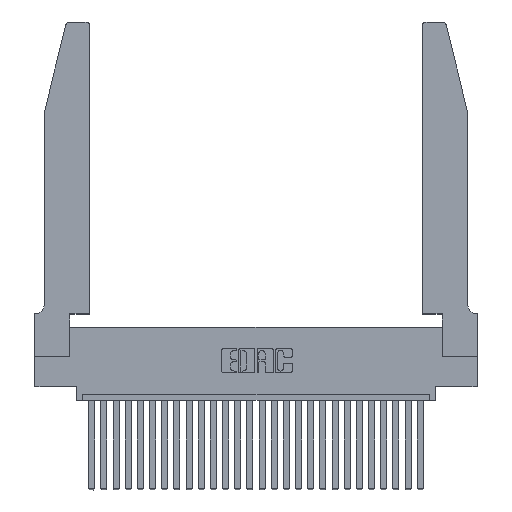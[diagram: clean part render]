
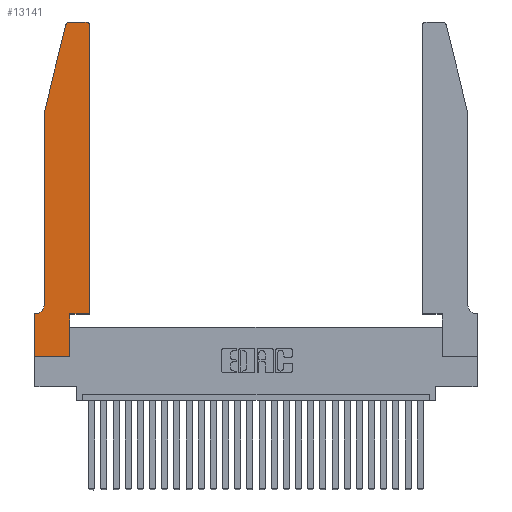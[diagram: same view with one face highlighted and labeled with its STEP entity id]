
A CAD part, top view. The second image highlights one B-rep face of the part: STEP entity #13141.
In plain terms, the highlighted planar face has unit normal (0, 0, 1).
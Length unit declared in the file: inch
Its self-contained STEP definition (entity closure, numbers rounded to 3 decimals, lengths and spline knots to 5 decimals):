
#71 = DIRECTION ( 'NONE',  ( 0., 0., -1. ) ) ;
#430 = VERTEX_POINT ( 'NONE', #2585 ) ;
#485 = LINE ( 'NONE', #19172, #10623 ) ;
#994 = VECTOR ( 'NONE', #27193, 39.37008 ) ;
#1286 = CARTESIAN_POINT ( 'NONE',  ( 0.284, 2.75, 0.37 ) ) ;
#1808 = EDGE_CURVE ( 'NONE', #18598, #4955, #16608, .T. ) ;
#1936 = AXIS2_PLACEMENT_3D ( 'NONE', #8900, #71, #2416 ) ;
#2168 = EDGE_CURVE ( 'NONE', #430, #24737, #22272, .T. ) ;
#2416 = DIRECTION ( 'NONE',  ( -1., 0., 0. ) ) ;
#2574 = AXIS2_PLACEMENT_3D ( 'NONE', #5974, #18443, #10324 ) ;
#2585 = CARTESIAN_POINT ( 'NONE',  ( 0.2865, 0.35, 0.37 ) ) ;
#2930 = DIRECTION ( 'NONE',  ( 1., 0., 0. ) ) ;
#3049 = ORIENTED_EDGE ( 'NONE', *, *, #22175, .T. ) ;
#3211 = VECTOR ( 'NONE', #12593, 39.37008 ) ;
#3948 = VERTEX_POINT ( 'NONE', #14114 ) ;
#4507 = LINE ( 'NONE', #16888, #16201 ) ;
#4955 = VERTEX_POINT ( 'NONE', #25691 ) ;
#5590 = CIRCLE ( 'NONE', #17163, 0.03 ) ;
#5974 = CARTESIAN_POINT ( 'NONE',  ( 0., 0.35, 0.37 ) ) ;
#6100 = VERTEX_POINT ( 'NONE', #20450 ) ;
#6690 = CARTESIAN_POINT ( 'NONE',  ( 0.2865, 0.35, 0.37 ) ) ;
#6995 = FACE_OUTER_BOUND ( 'NONE', #18676, .T. ) ;
#7579 = CARTESIAN_POINT ( 'NONE',  ( 0.4505, 0.35, 0.37 ) ) ;
#7662 = ORIENTED_EDGE ( 'NONE', *, *, #24861, .T. ) ;
#7700 = DIRECTION ( 'NONE',  ( 0., 0., 1. ) ) ;
#8578 = VERTEX_POINT ( 'NONE', #26945 ) ;
#8857 = CARTESIAN_POINT ( 'NONE',  ( 0.4505, 0.35, 0.37 ) ) ;
#8900 = CARTESIAN_POINT ( 'NONE',  ( 0.0055, 0.42, 0.37 ) ) ;
#8951 = DIRECTION ( 'NONE',  ( 1., 0., 0. ) ) ;
#9086 = EDGE_CURVE ( 'NONE', #14456, #20432, #5590, .T. ) ;
#9137 = DIRECTION ( 'NONE',  ( 0., 0., 1. ) ) ;
#9870 = EDGE_CURVE ( 'NONE', #4955, #24107, #20583, .T. ) ;
#10324 = DIRECTION ( 'NONE',  ( 1., 0., 0. ) ) ;
#10351 = EDGE_CURVE ( 'NONE', #8578, #21147, #22622, .T. ) ;
#10445 = LINE ( 'NONE', #6690, #14053 ) ;
#10478 = VECTOR ( 'NONE', #19301, 39.37008 ) ;
#10623 = VECTOR ( 'NONE', #20077, 39.37008 ) ;
#10826 = ORIENTED_EDGE ( 'NONE', *, *, #21870, .T. ) ;
#11438 = LINE ( 'NONE', #12907, #10478 ) ;
#11511 = CARTESIAN_POINT ( 'NONE',  ( 0.0055, 0.35, 0.37 ) ) ;
#11673 = ORIENTED_EDGE ( 'NONE', *, *, #9870, .T. ) ;
#12593 = DIRECTION ( 'NONE',  ( 0., -1., 0. ) ) ;
#12683 = CIRCLE ( 'NONE', #20092, 0.03 ) ;
#12907 = CARTESIAN_POINT ( 'NONE',  ( 0.4505, 0.35, 0.37 ) ) ;
#13141 = ADVANCED_FACE ( 'NONE', ( #6995 ), #18721, .T. ) ;
#13187 = VERTEX_POINT ( 'NONE', #1286 ) ;
#13481 = CARTESIAN_POINT ( 'NONE',  ( 0.284, 2.72, 0.37 ) ) ;
#13535 = CARTESIAN_POINT ( 'NONE',  ( 0.0755, 2., 0.37 ) ) ;
#13592 = VECTOR ( 'NONE', #8951, 39.37008 ) ;
#13806 = ORIENTED_EDGE ( 'NONE', *, *, #1808, .T. ) ;
#13985 = ORIENTED_EDGE ( 'NONE', *, *, #10351, .T. ) ;
#14020 = DIRECTION ( 'NONE',  ( -1., 0., 0. ) ) ;
#14053 = VECTOR ( 'NONE', #20470, 39.37008 ) ;
#14114 = CARTESIAN_POINT ( 'NONE',  ( 0.2865, 0., 0.37 ) ) ;
#14456 = VERTEX_POINT ( 'NONE', #24304 ) ;
#14457 = EDGE_CURVE ( 'NONE', #13187, #6100, #12683, .T. ) ;
#15934 = VECTOR ( 'NONE', #14020, 39.37008 ) ;
#16123 = ORIENTED_EDGE ( 'NONE', *, *, #2168, .T. ) ;
#16168 = CARTESIAN_POINT ( 'NONE',  ( 0.4205, 2.72, 0.37 ) ) ;
#16201 = VECTOR ( 'NONE', #23191, 39.37008 ) ;
#16323 = CARTESIAN_POINT ( 'NONE',  ( 0.0755, 0.35, 0.37 ) ) ;
#16339 = EDGE_CURVE ( 'NONE', #6100, #8578, #485, .T. ) ;
#16608 = LINE ( 'NONE', #16323, #15934 ) ;
#16888 = CARTESIAN_POINT ( 'NONE',  ( 0.2605, 2.75, 0.37 ) ) ;
#17062 = CIRCLE ( 'NONE', #1936, 0.07 ) ;
#17163 = AXIS2_PLACEMENT_3D ( 'NONE', #16168, #7700, #24490 ) ;
#17261 = ORIENTED_EDGE ( 'NONE', *, *, #16339, .T. ) ;
#17687 = CARTESIAN_POINT ( 'NONE',  ( 0.4205, 2.75, 0.37 ) ) ;
#18443 = DIRECTION ( 'NONE',  ( 0., 0., 1. ) ) ;
#18598 = VERTEX_POINT ( 'NONE', #11511 ) ;
#18676 = EDGE_LOOP ( 'NONE', ( #19510, #20047, #17261, #13985, #7662, #13806, #11673, #3049, #24481, #16123, #10826, #19469 ) ) ;
#18721 = PLANE ( 'NONE',  #2574 ) ;
#18787 = EDGE_CURVE ( 'NONE', #20432, #13187, #4507, .T. ) ;
#18898 = CARTESIAN_POINT ( 'NONE',  ( 0., 0., 0.37 ) ) ;
#19172 = CARTESIAN_POINT ( 'NONE',  ( 0.0755, 2., 0.37 ) ) ;
#19301 = DIRECTION ( 'NONE',  ( 0., 1., 0. ) ) ;
#19469 = ORIENTED_EDGE ( 'NONE', *, *, #9086, .T. ) ;
#19510 = ORIENTED_EDGE ( 'NONE', *, *, #18787, .T. ) ;
#20047 = ORIENTED_EDGE ( 'NONE', *, *, #14457, .T. ) ;
#20077 = DIRECTION ( 'NONE',  ( -0.239, -0.971, 0. ) ) ;
#20092 = AXIS2_PLACEMENT_3D ( 'NONE', #13481, #9137, #2930 ) ;
#20432 = VERTEX_POINT ( 'NONE', #17687 ) ;
#20450 = CARTESIAN_POINT ( 'NONE',  ( 0.25487, 2.72718, 0.37 ) ) ;
#20470 = DIRECTION ( 'NONE',  ( 0., 1., 0. ) ) ;
#20583 = LINE ( 'NONE', #18898, #3211 ) ;
#21147 = VERTEX_POINT ( 'NONE', #24690 ) ;
#21870 = EDGE_CURVE ( 'NONE', #24737, #14456, #11438, .T. ) ;
#21916 = VECTOR ( 'NONE', #26830, 39.37008 ) ;
#22127 = EDGE_CURVE ( 'NONE', #3948, #430, #10445, .T. ) ;
#22175 = EDGE_CURVE ( 'NONE', #24107, #3948, #23103, .T. ) ;
#22272 = LINE ( 'NONE', #8857, #13592 ) ;
#22622 = LINE ( 'NONE', #13535, #21916 ) ;
#22946 = CARTESIAN_POINT ( 'NONE',  ( 0., 0., 0.37 ) ) ;
#23103 = LINE ( 'NONE', #22946, #994 ) ;
#23191 = DIRECTION ( 'NONE',  ( -1., 0., 0. ) ) ;
#24107 = VERTEX_POINT ( 'NONE', #25048 ) ;
#24304 = CARTESIAN_POINT ( 'NONE',  ( 0.4505, 2.72, 0.37 ) ) ;
#24481 = ORIENTED_EDGE ( 'NONE', *, *, #22127, .T. ) ;
#24490 = DIRECTION ( 'NONE',  ( 1., 0., 0. ) ) ;
#24690 = CARTESIAN_POINT ( 'NONE',  ( 0.0755, 0.42, 0.37 ) ) ;
#24737 = VERTEX_POINT ( 'NONE', #7579 ) ;
#24861 = EDGE_CURVE ( 'NONE', #21147, #18598, #17062, .T. ) ;
#25048 = CARTESIAN_POINT ( 'NONE',  ( 0., 0., 0.37 ) ) ;
#25691 = CARTESIAN_POINT ( 'NONE',  ( 0., 0.35, 0.37 ) ) ;
#26830 = DIRECTION ( 'NONE',  ( 0., -1., 0. ) ) ;
#26945 = CARTESIAN_POINT ( 'NONE',  ( 0.0755, 2., 0.37 ) ) ;
#27193 = DIRECTION ( 'NONE',  ( 1., 0., 0. ) ) ;
